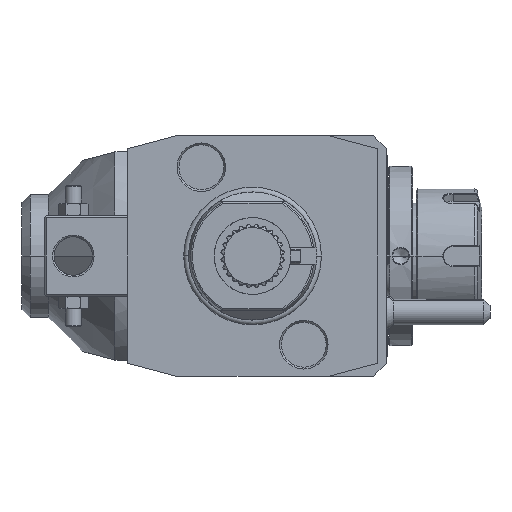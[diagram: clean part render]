
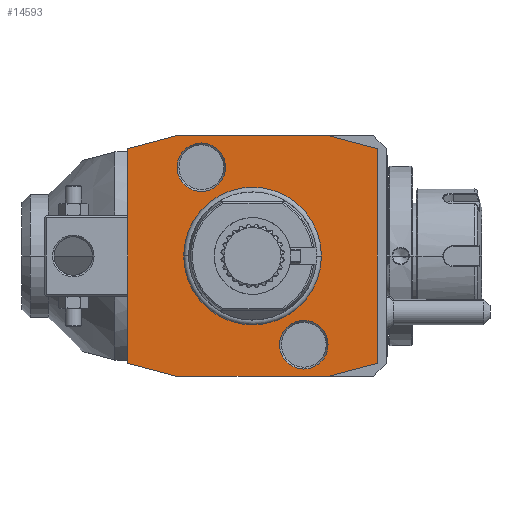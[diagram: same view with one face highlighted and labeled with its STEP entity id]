
A CAD part, front view. The second image highlights one B-rep face of the part: STEP entity #14593.
In plain terms, the highlighted planar face has unit normal (0, -1, 0).
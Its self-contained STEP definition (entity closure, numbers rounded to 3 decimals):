
#1=DIRECTION('',(0.966,0.,-0.259));
#2=VECTOR('',#1,15.529);
#3=CARTESIAN_POINT('',(-39.,0.,-33.481));
#4=LINE('',#3,#2);
#5=DIRECTION('',(0.,0.,-1.));
#6=VECTOR('',#5,66.962);
#7=CARTESIAN_POINT('',(-39.,0.,33.481));
#8=LINE('',#7,#6);
#9=DIRECTION('',(-0.966,0.,-0.259));
#10=VECTOR('',#9,15.529);
#11=CARTESIAN_POINT('',(-24.,0.,37.5));
#12=LINE('',#11,#10);
#13=DIRECTION('',(-1.,0.,0.));
#14=VECTOR('',#13,48.);
#15=CARTESIAN_POINT('',(24.,0.,37.5));
#16=LINE('',#15,#14);
#17=DIRECTION('',(-0.966,0.,0.259));
#18=VECTOR('',#17,15.529);
#19=CARTESIAN_POINT('',(39.,0.,33.481));
#20=LINE('',#19,#18);
#21=DIRECTION('',(0.,0.,1.));
#22=VECTOR('',#21,66.962);
#23=CARTESIAN_POINT('',(39.,0.,-33.481));
#24=LINE('',#23,#22);
#25=DIRECTION('',(0.966,0.,0.259));
#26=VECTOR('',#25,15.529);
#27=CARTESIAN_POINT('',(24.,0.,-37.5));
#28=LINE('',#27,#26);
#29=DIRECTION('',(1.,0.,0.));
#30=VECTOR('',#29,48.);
#31=CARTESIAN_POINT('',(-24.,0.,-37.5));
#32=LINE('',#31,#30);
#33=CARTESIAN_POINT('',(-16.,0.,27.713));
#34=DIRECTION('',(0.,1.,0.));
#35=DIRECTION('',(-1.,0.,0.));
#36=AXIS2_PLACEMENT_3D('',#33,#34,#35);
#38=CARTESIAN_POINT('',(-16.,0.,27.713));
#39=DIRECTION('',(0.,1.,0.));
#40=DIRECTION('',(1.,0.,0.));
#41=AXIS2_PLACEMENT_3D('',#38,#39,#40);
#43=CARTESIAN_POINT('',(16.,0.,-27.713));
#44=DIRECTION('',(0.,1.,0.));
#45=DIRECTION('',(1.,0.,0.));
#46=AXIS2_PLACEMENT_3D('',#43,#44,#45);
#48=CARTESIAN_POINT('',(16.,0.,-27.713));
#49=DIRECTION('',(0.,1.,0.));
#50=DIRECTION('',(-1.,0.,0.));
#51=AXIS2_PLACEMENT_3D('',#48,#49,#50);
#7265=CARTESIAN_POINT('',(0.,0.,0.));
#7266=DIRECTION('',(0.,1.,0.));
#7267=DIRECTION('',(-1.,0.,0.));
#7268=AXIS2_PLACEMENT_3D('',#7265,#7266,#7267);
#7270=CARTESIAN_POINT('',(0.,0.,0.));
#7271=DIRECTION('',(0.,1.,0.));
#7272=DIRECTION('',(1.,0.,0.));
#7273=AXIS2_PLACEMENT_3D('',#7270,#7271,#7272);
#13071=CARTESIAN_POINT('',(-23.577,0.,
27.713));
#13072=CARTESIAN_POINT('',(-8.423,0.,
27.713));
#13073=VERTEX_POINT('',#13071);
#13074=VERTEX_POINT('',#13072);
#13244=CARTESIAN_POINT('',(23.577,0.,-27.713));
#13245=CARTESIAN_POINT('',(8.423,0.,-27.713));
#13246=VERTEX_POINT('',#13244);
#13247=VERTEX_POINT('',#13245);
#14128=CARTESIAN_POINT('',(-39.,0.,-33.481));
#14129=CARTESIAN_POINT('',(-24.,0.,-37.5));
#14130=VERTEX_POINT('',#14128);
#14131=VERTEX_POINT('',#14129);
#14132=CARTESIAN_POINT('',(24.,0.,-37.5));
#14133=VERTEX_POINT('',#14132);
#14134=CARTESIAN_POINT('',(39.,0.,-33.481));
#14135=VERTEX_POINT('',#14134);
#14136=CARTESIAN_POINT('',(39.,0.,33.481));
#14137=VERTEX_POINT('',#14136);
#14138=CARTESIAN_POINT('',(24.,0.,37.5));
#14139=VERTEX_POINT('',#14138);
#14140=CARTESIAN_POINT('',(-24.,0.,37.5));
#14141=VERTEX_POINT('',#14140);
#14142=CARTESIAN_POINT('',(-39.,0.,33.481));
#14143=VERTEX_POINT('',#14142);
#14414=CARTESIAN_POINT('',(-21.137,0.,0.));
#14415=CARTESIAN_POINT('',(21.137,0.,0.));
#14416=VERTEX_POINT('',#14414);
#14417=VERTEX_POINT('',#14415);
#14552=CARTESIAN_POINT('',(0.,0.,0.));
#14553=DIRECTION('',(0.,-1.,0.));
#14554=DIRECTION('',(-1.,0.,0.));
#14555=AXIS2_PLACEMENT_3D('',#14552,#14553,#14554);
#14556=PLANE('',#14555);
#14558=ORIENTED_EDGE('',*,*,#14557,.F.);
#14560=ORIENTED_EDGE('',*,*,#14559,.F.);
#14562=ORIENTED_EDGE('',*,*,#14561,.F.);
#14564=ORIENTED_EDGE('',*,*,#14563,.F.);
#14566=ORIENTED_EDGE('',*,*,#14565,.F.);
#14568=ORIENTED_EDGE('',*,*,#14567,.F.);
#14570=ORIENTED_EDGE('',*,*,#14569,.F.);
#14572=ORIENTED_EDGE('',*,*,#14571,.F.);
#14573=EDGE_LOOP('',(#14558,#14560,#14562,#14564,#14566,#14568,#14570,#14572));
#14574=FACE_OUTER_BOUND('',#14573,.F.);
#14576=ORIENTED_EDGE('',*,*,#14575,.F.);
#14578=ORIENTED_EDGE('',*,*,#14577,.F.);
#14579=EDGE_LOOP('',(#14576,#14578));
#14580=FACE_BOUND('',#14579,.F.);
#14582=ORIENTED_EDGE('',*,*,#14581,.F.);
#14584=ORIENTED_EDGE('',*,*,#14583,.F.);
#14585=EDGE_LOOP('',(#14582,#14584));
#14586=FACE_BOUND('',#14585,.F.);
#14588=ORIENTED_EDGE('',*,*,#14587,.F.);
#14590=ORIENTED_EDGE('',*,*,#14589,.F.);
#14591=EDGE_LOOP('',(#14588,#14590));
#14592=FACE_BOUND('',#14591,.F.);
#37=CIRCLE('',#36,7.577);
#42=CIRCLE('',#41,7.577);
#47=CIRCLE('',#46,7.577);
#52=CIRCLE('',#51,7.577);
#7269=CIRCLE('',#7268,21.137);
#7274=CIRCLE('',#7273,21.137);
#14557=EDGE_CURVE('',#14130,#14131,#4,.T.);
#14559=EDGE_CURVE('',#14143,#14130,#8,.T.);
#14561=EDGE_CURVE('',#14141,#14143,#12,.T.);
#14563=EDGE_CURVE('',#14139,#14141,#16,.T.);
#14565=EDGE_CURVE('',#14137,#14139,#20,.T.);
#14567=EDGE_CURVE('',#14135,#14137,#24,.T.);
#14569=EDGE_CURVE('',#14133,#14135,#28,.T.);
#14571=EDGE_CURVE('',#14131,#14133,#32,.T.);
#14575=EDGE_CURVE('',#14416,#14417,#7269,.T.);
#14577=EDGE_CURVE('',#14417,#14416,#7274,.T.);
#14581=EDGE_CURVE('',#13073,#13074,#37,.T.);
#14583=EDGE_CURVE('',#13074,#13073,#42,.T.);
#14587=EDGE_CURVE('',#13246,#13247,#47,.T.);
#14589=EDGE_CURVE('',#13247,#13246,#52,.T.);
#14593=ADVANCED_FACE('',(#14574,#14580,#14586,#14592),#14556,.T.);
